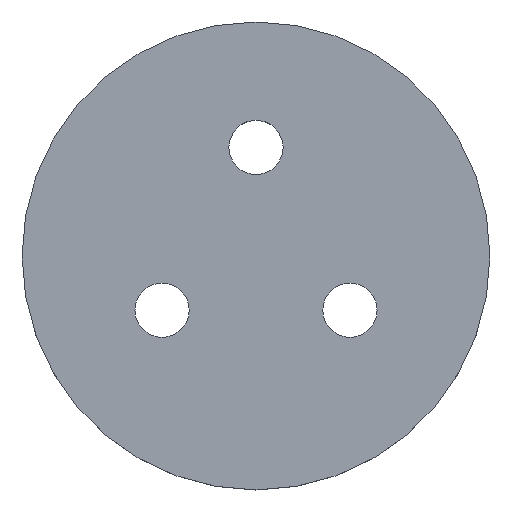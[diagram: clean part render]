
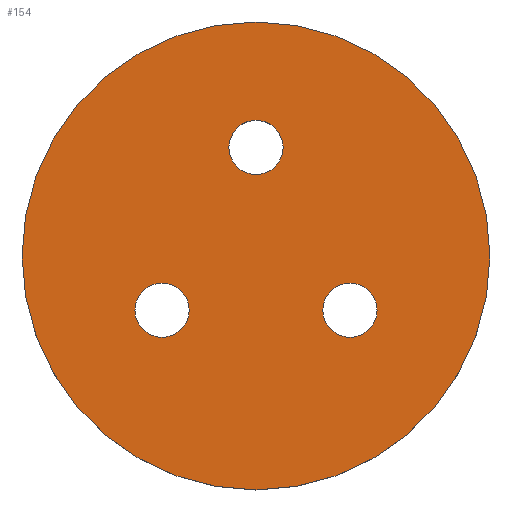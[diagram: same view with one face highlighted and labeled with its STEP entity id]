
A CAD part, top view. The second image highlights one B-rep face of the part: STEP entity #154.
In plain terms, the highlighted planar face has unit normal (0, 0, 1).
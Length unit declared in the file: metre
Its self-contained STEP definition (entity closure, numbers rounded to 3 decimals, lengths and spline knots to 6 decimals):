
#12=PLANE('',#187);
#25=ORIENTED_EDGE('',*,*,#49,.F.);
#26=ORIENTED_EDGE('',*,*,#47,.F.);
#27=ORIENTED_EDGE('',*,*,#45,.F.);
#28=ORIENTED_EDGE('',*,*,#51,.T.);
#45=EDGE_CURVE('',#59,#59,#73,.T.);
#47=EDGE_CURVE('',#61,#61,#75,.T.);
#49=EDGE_CURVE('',#63,#63,#77,.T.);
#51=EDGE_CURVE('',#65,#65,#79,.T.);
#59=VERTEX_POINT('',#258);
#61=VERTEX_POINT('',#263);
#63=VERTEX_POINT('',#268);
#65=VERTEX_POINT('',#273);
#73=CIRCLE('',#176,0.002);
#75=CIRCLE('',#179,0.002);
#77=CIRCLE('',#182,0.002);
#79=CIRCLE('',#185,0.01725);
#95=EDGE_LOOP('',(#25));
#96=EDGE_LOOP('',(#26));
#97=EDGE_LOOP('',(#27));
#98=EDGE_LOOP('',(#28));
#123=FACE_BOUND('',#95,.T.);
#124=FACE_BOUND('',#96,.T.);
#125=FACE_BOUND('',#97,.T.);
#126=FACE_BOUND('',#98,.T.);
#154=ADVANCED_FACE('',(#123,#124,#125,#126),#12,.T.);
#176=AXIS2_PLACEMENT_3D('',#257,#205,#206);
#179=AXIS2_PLACEMENT_3D('',#262,#211,#212);
#182=AXIS2_PLACEMENT_3D('',#267,#217,#218);
#185=AXIS2_PLACEMENT_3D('',#272,#223,#224);
#187=AXIS2_PLACEMENT_3D('',#276,#227,#228);
#205=DIRECTION('',(0.,0.,1.));
#206=DIRECTION('',(1.,0.,0.));
#211=DIRECTION('',(0.,0.,1.));
#212=DIRECTION('',(1.,0.,0.));
#217=DIRECTION('',(0.,0.,1.));
#218=DIRECTION('',(1.,0.,0.));
#223=DIRECTION('',(0.,0.,1.));
#224=DIRECTION('',(1.,0.,0.));
#227=DIRECTION('',(0.,0.,1.));
#228=DIRECTION('',(1.,0.,0.));
#257=CARTESIAN_POINT('',(0.006928,-0.004,0.004));
#258=CARTESIAN_POINT('',(0.008928,-0.004,0.004));
#262=CARTESIAN_POINT('',(-0.006928,-0.004,0.004));
#263=CARTESIAN_POINT('',(-0.004928,-0.004,0.004));
#267=CARTESIAN_POINT('',(0.,0.008,0.004));
#268=CARTESIAN_POINT('',(0.002,0.008,0.004));
#272=CARTESIAN_POINT('',(0.,0.,0.004));
#273=CARTESIAN_POINT('',(0.01725,0.,0.004));
#276=CARTESIAN_POINT('',(0.,0.,0.004));
